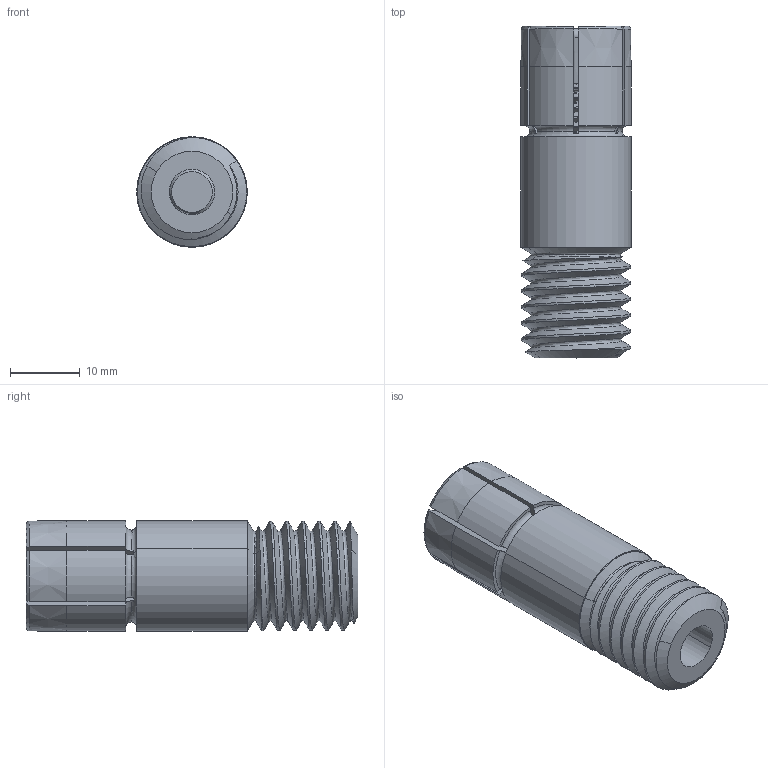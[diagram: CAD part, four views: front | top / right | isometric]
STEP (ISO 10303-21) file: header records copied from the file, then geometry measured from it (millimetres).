
FILE_DESCRIPTION (( 'STEP AP214' ), '1' );
FILE_NAME ('31860.STEP', '2019-01-15T21:05:23', ( 'Mike W' ), ( '' ), 'SwSTEP 2.0', 'SolidWorks 2018', '' );
FILE_SCHEMA (( 'AUTOMOTIVE_DESIGN' ));
Length unit declared in the file: inch
Products named in the file (3): 31020_31020; 318601_318601; 31860
Assembly tree (2 placements, depth 2):
  31860
    318601_318601
    31020_31020
Bounding box: 15.88 x 47.62 x 15.88 mm (x, y, z)
Volume: 7779.3 mm3; surface area: 6366.8 mm2
Topology: 2 solids, 2 shells, 236 faces, 662 edges, 433 vertices
Faces by surface type: cylinder 117, plane 62, cone 38, torus 14, bspline 5
Entity records: 11784 total; most frequent: CARTESIAN_POINT 6273, ORIENTED_EDGE 1324, DIRECTION 952, EDGE_CURVE 662, VERTEX_POINT 433, AXIS2_PLACEMENT_3D 357, EDGE_LOOP 241, LINE 238
